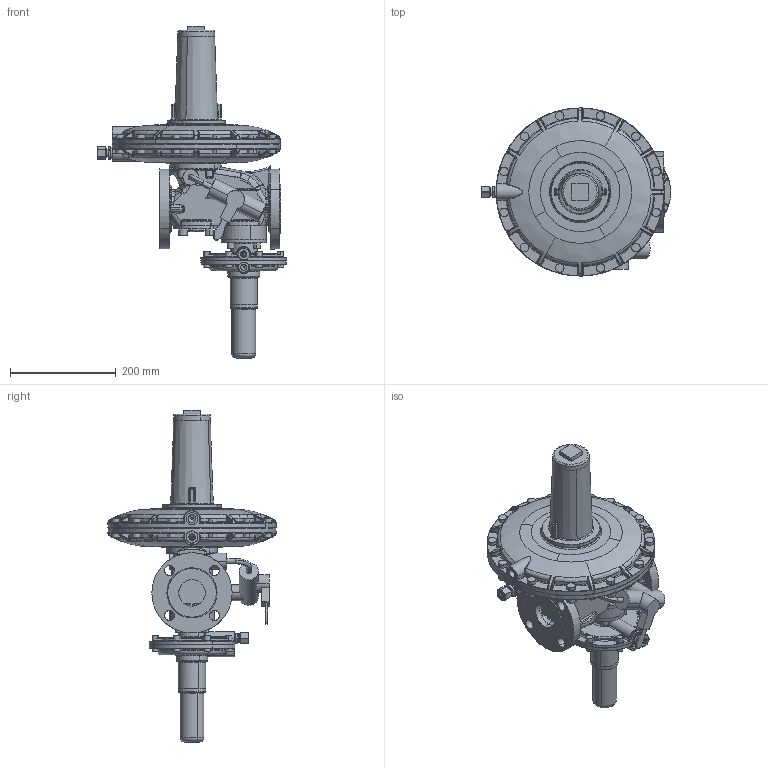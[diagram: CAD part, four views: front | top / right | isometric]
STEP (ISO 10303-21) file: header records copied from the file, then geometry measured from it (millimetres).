
FILE_DESCRIPTION(('CATIA V5 STEP Exchange'),'2;1');
FILE_NAME('RS250 DN050 330 links ANSI.stp','2023-05-02T06:36:39+00:00',('none'),('none'),'CATIA Version 5-6 Release 2018 SP2','CATIA V5 STEP AP203','none');
FILE_SCHEMA(('CONFIG_CONTROL_DESIGN'));
Products named in the file (1): Product3
Assembly tree (2 placements, depth 2):
  Product3
    #57
    #105233
Bounding box: 357.8 x 318 x 628.06 mm (x, y, z)
Volume: 8686693.2 mm3; surface area: 584917.4 mm2
Topology: 3 solids, 25 shells, 2470 faces, 6111 edges, 3415 vertices
Faces by surface type: cylinder 780, bspline 574, torus 423, plane 381, sphere 195, cone 99, revolution 12, extrusion 6
Entity records: 109129 total; most frequent: CARTESIAN_POINT 62848, ORIENTED_EDGE 11580, EDGE_CURVE 5790, DIRECTION 5705, VERTEX_POINT 3415, AXIS2_PLACEMENT_3D 3395, EDGE_LOOP 2547, ADVANCED_FACE 2470
